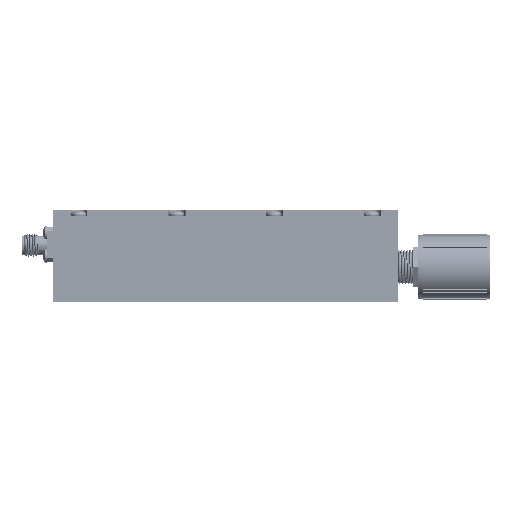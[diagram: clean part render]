
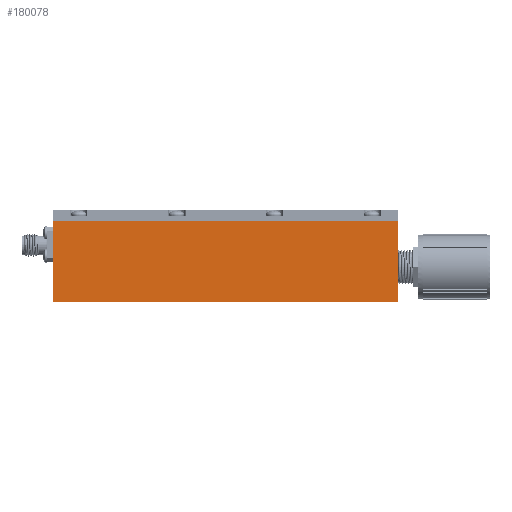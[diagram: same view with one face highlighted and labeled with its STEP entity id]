
A CAD part, top view. The second image highlights one B-rep face of the part: STEP entity #180078.
In plain terms, the highlighted face is planar.
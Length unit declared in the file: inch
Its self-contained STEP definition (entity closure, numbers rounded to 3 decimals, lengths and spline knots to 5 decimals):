
#3060 = AXIS2_PLACEMENT_3D ( 'NONE', #106445, #121163, #189650 ) ;
#6699 = CARTESIAN_POINT ( 'NONE',  ( 1., 0.88, 1.55 ) ) ;
#13194 = VECTOR ( 'NONE', #145549, 39.37008 ) ;
#17117 = EDGE_CURVE ( 'NONE', #94256, #56945, #20271, .T. ) ;
#20271 = LINE ( 'NONE', #6699, #34853 ) ;
#24712 = EDGE_CURVE ( 'NONE', #60465, #94256, #168915, .T. ) ;
#34853 = VECTOR ( 'NONE', #126946, 39.37008 ) ;
#38024 = FACE_OUTER_BOUND ( 'NONE', #88825, .T. ) ;
#56945 = VERTEX_POINT ( 'NONE', #173899 ) ;
#60465 = VERTEX_POINT ( 'NONE', #114527 ) ;
#64583 = LINE ( 'NONE', #96026, #13194 ) ;
#82401 = CARTESIAN_POINT ( 'NONE',  ( 1., 0., -2.2 ) ) ;
#86325 = PLANE ( 'NONE',  #3060 ) ;
#88825 = EDGE_LOOP ( 'NONE', ( #106691, #139073, #118882, #131313 ) ) ;
#89955 = VERTEX_POINT ( 'NONE', #96598 ) ;
#94256 = VERTEX_POINT ( 'NONE', #112533 ) ;
#96026 = CARTESIAN_POINT ( 'NONE',  ( 1., 0., -3.95 ) ) ;
#96598 = CARTESIAN_POINT ( 'NONE',  ( 1., 0., 1.55 ) ) ;
#106445 = CARTESIAN_POINT ( 'NONE',  ( 1., 0.875, 1.55 ) ) ;
#106691 = ORIENTED_EDGE ( 'NONE', *, *, #24712, .T. ) ;
#107557 = VECTOR ( 'NONE', #150955, 39.37008 ) ;
#112533 = CARTESIAN_POINT ( 'NONE',  ( 1., 0.88, -2.2 ) ) ;
#114527 = CARTESIAN_POINT ( 'NONE',  ( 1., 0., -2.2 ) ) ;
#116407 = LINE ( 'NONE', #128793, #159893 ) ;
#118882 = ORIENTED_EDGE ( 'NONE', *, *, #195335, .F. ) ;
#121163 = DIRECTION ( 'NONE',  ( 1., 0., 0. ) ) ;
#126946 = DIRECTION ( 'NONE',  ( 0., 0., 1. ) ) ;
#128793 = CARTESIAN_POINT ( 'NONE',  ( 1., 0.875, 1.55 ) ) ;
#129901 = DIRECTION ( 'NONE',  ( 0., 1., 0. ) ) ;
#131313 = ORIENTED_EDGE ( 'NONE', *, *, #176247, .F. ) ;
#139073 = ORIENTED_EDGE ( 'NONE', *, *, #17117, .T. ) ;
#145549 = DIRECTION ( 'NONE',  ( 0., 0., 1. ) ) ;
#150955 = DIRECTION ( 'NONE',  ( 0., 1., 0. ) ) ;
#159893 = VECTOR ( 'NONE', #129901, 39.37008 ) ;
#168915 = LINE ( 'NONE', #82401, #107557 ) ;
#173899 = CARTESIAN_POINT ( 'NONE',  ( 1., 0.88, 1.55 ) ) ;
#176247 = EDGE_CURVE ( 'NONE', #60465, #89955, #64583, .T. ) ;
#180078 = ADVANCED_FACE ( 'NONE', ( #38024 ), #86325, .T. ) ;
#189650 = DIRECTION ( 'NONE',  ( 0., 0., 1. ) ) ;
#195335 = EDGE_CURVE ( 'NONE', #89955, #56945, #116407, .T. ) ;
